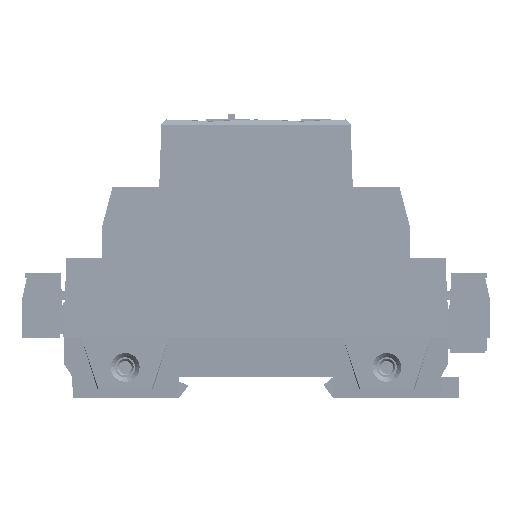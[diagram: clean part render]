
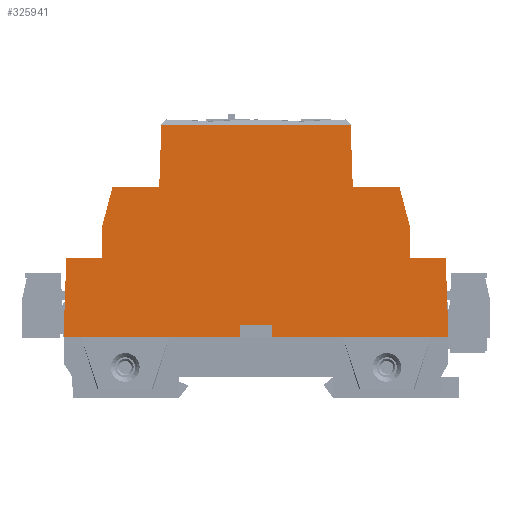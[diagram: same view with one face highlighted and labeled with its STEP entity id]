
A CAD part, left-side view. The second image highlights one B-rep face of the part: STEP entity #325941.
In plain terms, the highlighted planar face has unit normal (-1, 0, 0.018).
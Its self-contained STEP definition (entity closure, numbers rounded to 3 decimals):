
#316418=CARTESIAN_POINT('',(-52.5,44.95,14.1));
#316419=VERTEX_POINT('',#316418);
#316426=CARTESIAN_POINT('',(-52.175,44.3,32.7));
#316427=VERTEX_POINT('',#316426);
#316428=CARTESIAN_POINT('',(-52.5,44.95,14.1));
#316429=DIRECTION('',(0.017,-0.035,0.999));
#316430=VECTOR('',#316429,1.);
#316431=LINE('',#316428,#316430);
#316432=EDGE_CURVE('',#316419,#316427,#316431,.T.);
#316945=CARTESIAN_POINT('',(-52.5,-44.95,14.1));
#316946=VERTEX_POINT('',#316945);
#316970=CARTESIAN_POINT('',(-52.175,-44.3,32.7));
#316971=VERTEX_POINT('',#316970);
#316978=CARTESIAN_POINT('',(-52.468,-44.886,15.93));
#316979=DIRECTION('',(-0.017,-0.035,-0.999));
#316980=VECTOR('',#316979,1.0);
#316981=LINE('',#316978,#316980);
#316982=EDGE_CURVE('',#316971,#316946,#316981,.T.);
#320525=CARTESIAN_POINT('',(-51.886,-33.483,49.3));
#320526=VERTEX_POINT('',#320525);
#320527=CARTESIAN_POINT('',(-52.044,-35.891,40.231));
#320528=VERTEX_POINT('',#320527);
#320529=CARTESIAN_POINT('',(-52.156,-37.591,33.827));
#320530=DIRECTION('',(-0.017,-0.257,-0.966));
#320531=VECTOR('',#320530,1.);
#320532=LINE('',#320529,#320531);
#320533=EDGE_CURVE('',#320526,#320528,#320532,.T.);
#321313=CARTESIAN_POINT('',(-52.044,35.891,40.231));
#321314=VERTEX_POINT('',#321313);
#321323=CARTESIAN_POINT('',(-51.886,33.483,49.3));
#321324=VERTEX_POINT('',#321323);
#321325=CARTESIAN_POINT('',(-52.186,38.046,32.116));
#321326=DIRECTION('',(0.017,-0.257,0.966));
#321327=VECTOR('',#321326,1.);
#321328=LINE('',#321325,#321327);
#321329=EDGE_CURVE('',#321314,#321324,#321328,.T.);
#325770=CARTESIAN_POINT('',(-51.632,-22.093,63.822));
#325771=VERTEX_POINT('',#325770);
#325778=CARTESIAN_POINT('',(-51.886,-22.6,49.3));
#325779=VERTEX_POINT('',#325778);
#325780=CARTESIAN_POINT('',(-51.854,-22.536,51.119));
#325781=DIRECTION('',(-0.017,-0.035,-0.999));
#325782=VECTOR('',#325781,1.0);
#325783=LINE('',#325780,#325782);
#325784=EDGE_CURVE('',#325771,#325779,#325783,.T.);
#325803=CARTESIAN_POINT('',(-52.5,-24.25,14.1));
#325804=DIRECTION('',(-1.,0.,0.017));
#325805=DIRECTION('',(0.,-1.0,0.0));
#325806=AXIS2_PLACEMENT_3D('',#325803,#325804,#325805);
#325807=PLANE('',#325806);
#325808=CARTESIAN_POINT('',(-52.175,-35.891,32.7));
#325809=VERTEX_POINT('',#325808);
#325810=CARTESIAN_POINT('',(-52.175,-24.25,32.7));
#325811=DIRECTION('',(0.0,-1.0,0.0));
#325812=VECTOR('',#325811,1.0);
#325813=LINE('',#325810,#325812);
#325814=EDGE_CURVE('',#325809,#316971,#325813,.T.);
#325815=ORIENTED_EDGE('',*,*,#325814,.F.);
#325816=CARTESIAN_POINT('',(-52.5,-35.891,14.1));
#325817=DIRECTION('',(0.017,0.0,1.));
#325818=VECTOR('',#325817,1.);
#325819=LINE('',#325816,#325818);
#325820=EDGE_CURVE('',#325809,#320528,#325819,.T.);
#325821=ORIENTED_EDGE('',*,*,#325820,.T.);
#325822=ORIENTED_EDGE('',*,*,#320533,.F.);
#325823=CARTESIAN_POINT('',(-51.886,-22.6,49.3));
#325824=VERTEX_POINT('',#325823);
#325825=CARTESIAN_POINT('',(-51.886,-24.25,49.3));
#325826=DIRECTION('',(0.0,-1.0,0.0));
#325827=VECTOR('',#325826,1.0);
#325828=LINE('',#325825,#325827);
#325829=EDGE_CURVE('',#325824,#320526,#325828,.T.);
#325830=ORIENTED_EDGE('',*,*,#325829,.F.);
#325831=CARTESIAN_POINT('',(-51.576,-22.6,67.017));
#325832=DIRECTION('',(-0.017,0.0,-1.));
#325833=VECTOR('',#325832,1.);
#325834=LINE('',#325831,#325833);
#325835=EDGE_CURVE('',#325779,#325824,#325834,.T.);
#325836=ORIENTED_EDGE('',*,*,#325835,.F.);
#325837=ORIENTED_EDGE('',*,*,#325784,.F.);
#325838=CARTESIAN_POINT('',(-51.632,-22.092,63.822));
#325839=VERTEX_POINT('',#325838);
#325840=CARTESIAN_POINT('',(-52.07,-48.058,38.718));
#325841=DIRECTION('',(-0.012,-0.719,-0.695));
#325842=VECTOR('',#325841,1.);
#325843=LINE('',#325840,#325842);
#325844=EDGE_CURVE('',#325771,#325839,#325843,.F.);
#325845=ORIENTED_EDGE('',*,*,#325844,.T.);
#325846=CARTESIAN_POINT('',(-51.632,22.092,63.822));
#325847=VERTEX_POINT('',#325846);
#325848=CARTESIAN_POINT('',(-51.632,-24.25,63.822));
#325849=DIRECTION('',(0.,1.,0.));
#325850=VECTOR('',#325849,1.);
#325851=LINE('',#325848,#325850);
#325852=EDGE_CURVE('',#325839,#325847,#325851,.T.);
#325853=ORIENTED_EDGE('',*,*,#325852,.T.);
#325854=CARTESIAN_POINT('',(-51.632,22.093,63.822));
#325855=VERTEX_POINT('',#325854);
#325856=CARTESIAN_POINT('',(-51.647,22.994,62.95));
#325857=DIRECTION('',(0.012,-0.719,0.695));
#325858=VECTOR('',#325857,1.);
#325859=LINE('',#325856,#325858);
#325860=EDGE_CURVE('',#325847,#325855,#325859,.F.);
#325861=ORIENTED_EDGE('',*,*,#325860,.T.);
#325862=CARTESIAN_POINT('',(-51.886,22.6,49.3));
#325863=VERTEX_POINT('',#325862);
#325864=CARTESIAN_POINT('',(-51.596,22.02,65.904));
#325865=DIRECTION('',(0.017,-0.035,0.999));
#325866=VECTOR('',#325865,1.);
#325867=LINE('',#325864,#325866);
#325868=EDGE_CURVE('',#325863,#325855,#325867,.T.);
#325869=ORIENTED_EDGE('',*,*,#325868,.F.);
#325870=CARTESIAN_POINT('',(-51.886,22.6,49.3));
#325871=VERTEX_POINT('',#325870);
#325872=CARTESIAN_POINT('',(-51.608,22.6,65.184));
#325873=DIRECTION('',(0.017,0.0,1.));
#325874=VECTOR('',#325873,1.);
#325875=LINE('',#325872,#325874);
#325876=EDGE_CURVE('',#325871,#325863,#325875,.T.);
#325877=ORIENTED_EDGE('',*,*,#325876,.F.);
#325878=CARTESIAN_POINT('',(-51.886,-24.25,49.3));
#325879=DIRECTION('',(0.0,-1.0,0.0));
#325880=VECTOR('',#325879,1.0);
#325881=LINE('',#325878,#325880);
#325882=EDGE_CURVE('',#321324,#325871,#325881,.T.);
#325883=ORIENTED_EDGE('',*,*,#325882,.F.);
#325884=ORIENTED_EDGE('',*,*,#321329,.F.);
#325885=CARTESIAN_POINT('',(-52.175,35.891,32.7));
#325886=VERTEX_POINT('',#325885);
#325887=CARTESIAN_POINT('',(-52.5,35.891,14.1));
#325888=DIRECTION('',(0.017,0.0,1.));
#325889=VECTOR('',#325888,1.);
#325890=LINE('',#325887,#325889);
#325891=EDGE_CURVE('',#325886,#321314,#325890,.T.);
#325892=ORIENTED_EDGE('',*,*,#325891,.F.);
#325893=CARTESIAN_POINT('',(-52.175,-24.25,32.7));
#325894=DIRECTION('',(0.0,-1.0,0.0));
#325895=VECTOR('',#325894,1.0);
#325896=LINE('',#325893,#325895);
#325897=EDGE_CURVE('',#316427,#325886,#325896,.T.);
#325898=ORIENTED_EDGE('',*,*,#325897,.F.);
#325899=ORIENTED_EDGE('',*,*,#316432,.F.);
#325900=CARTESIAN_POINT('',(-52.5,3.75,14.1));
#325901=VERTEX_POINT('',#325900);
#325902=CARTESIAN_POINT('',(-52.5,22.052,14.1));
#325903=DIRECTION('',(0.0,1.0,0.0));
#325904=VECTOR('',#325903,1.0);
#325905=LINE('',#325902,#325904);
#325906=EDGE_CURVE('',#325901,#316419,#325905,.T.);
#325907=ORIENTED_EDGE('',*,*,#325906,.F.);
#325908=CARTESIAN_POINT('',(-52.448,3.75,17.1));
#325909=VERTEX_POINT('',#325908);
#325910=CARTESIAN_POINT('',(-52.485,3.75,14.972));
#325911=DIRECTION('',(-0.017,0.0,-1.));
#325912=VECTOR('',#325911,1.);
#325913=LINE('',#325910,#325912);
#325914=EDGE_CURVE('',#325909,#325901,#325913,.T.);
#325915=ORIENTED_EDGE('',*,*,#325914,.F.);
#325916=CARTESIAN_POINT('',(-52.448,-3.75,17.1));
#325917=VERTEX_POINT('',#325916);
#325918=CARTESIAN_POINT('',(-52.448,3.75,17.1));
#325919=DIRECTION('',(0.0,1.0,0.0));
#325920=VECTOR('',#325919,1.);
#325921=LINE('',#325918,#325920);
#325922=EDGE_CURVE('',#325917,#325909,#325921,.T.);
#325923=ORIENTED_EDGE('',*,*,#325922,.F.);
#325924=CARTESIAN_POINT('',(-52.5,-3.75,14.1));
#325925=VERTEX_POINT('',#325924);
#325926=CARTESIAN_POINT('',(-52.5,-3.75,14.1));
#325927=DIRECTION('',(0.017,0.0,1.));
#325928=VECTOR('',#325927,1.);
#325929=LINE('',#325926,#325928);
#325930=EDGE_CURVE('',#325925,#325917,#325929,.T.);
#325931=ORIENTED_EDGE('',*,*,#325930,.F.);
#325932=CARTESIAN_POINT('',(-52.5,22.052,14.1));
#325933=DIRECTION('',(0.0,1.0,0.0));
#325934=VECTOR('',#325933,1.0);
#325935=LINE('',#325932,#325934);
#325936=EDGE_CURVE('',#316946,#325925,#325935,.T.);
#325937=ORIENTED_EDGE('',*,*,#325936,.F.);
#325938=ORIENTED_EDGE('',*,*,#316982,.F.);
#325939=EDGE_LOOP('',(#325815,#325821,#325822,#325830,#325836,#325837,#325845,#325853,#325861,#325869,#325877,#325883,#325884,#325892,#325898,#325899,#325907,#325915,#325923,#325931,#325937,#325938));
#325940=FACE_OUTER_BOUND('',#325939,.T.);
#325941=ADVANCED_FACE('',(#325940),#325807,.T.);
